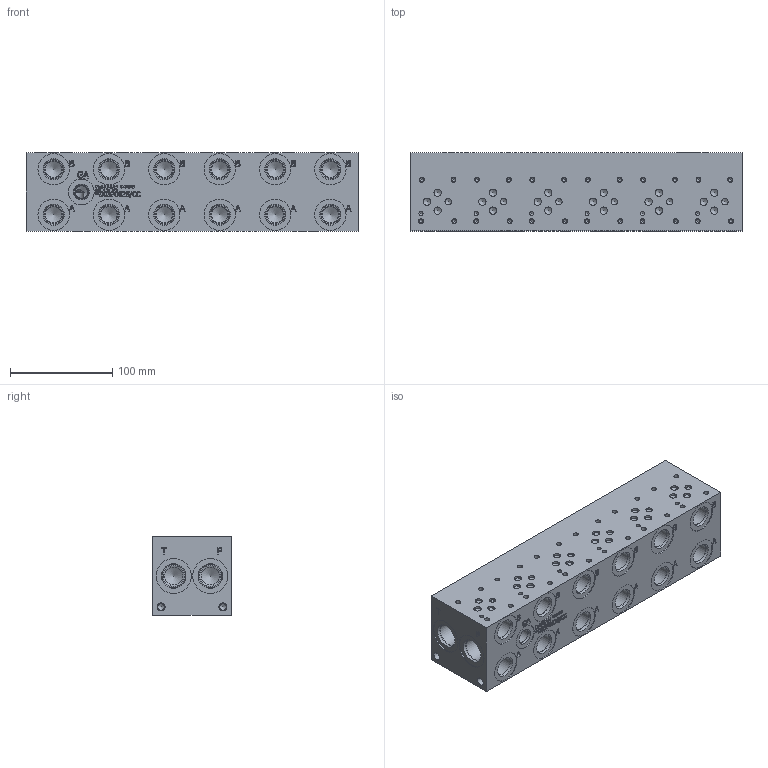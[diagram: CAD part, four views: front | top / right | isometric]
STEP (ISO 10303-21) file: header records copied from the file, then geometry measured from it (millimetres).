
FILE_DESCRIPTION(/* description */ (''),/* implementation_level */ '2;1');
FILE_NAME(/* name */ '_D03P052S_CC.stp',/* time_stamp */ '2021-06-23T12:48:52-04:00',/* author */ ('anthonyv'),/* organization */ (''),/* preprocessor_version */ 'ST-DEVELOPER v18.1',/* originating_system */ 'Autodesk Inventor 2021',/* authorisation */ '');
FILE_SCHEMA (('AUTOMOTIVE_DESIGN { 1 0 10303 214 3 1 1 }'));
Length unit declared in the file: millimetre
Products named in the file (1): Part_AD03P052S_CC_3D
Bounding box: 323.98 x 76.2 x 76.2 mm (x, y, z)
Volume: 1699386.1 mm3; surface area: 152933.8 mm2
Topology: 1 solids, 1 shells, 1110 faces, 3055 edges, 2085 vertices
Faces by surface type: plane 509, bspline 259, cylinder 196, cone 146
Full cylindrical faces by diameter (mm): 3.785 x24, 3.962 x6, 4.826 x24, 6.35 x6, 6.528 x4, 7.137 x18, 7.925 x4, 10.49 x1, 11.989 x2, 12.294 x1, 12.9 x1, 14.275 x1, 14.29 x1, 14.3 x1, 14.529 x1, 15.875 x14, 15.9 x2, 17.475 x4, 17.501 x14, 19.05 x14, 19.253 x14, 20.447 x4, 20.62 x1, 20.625 x1, 22.225 x1, 22.23 x5, 22.54 x1, 22.555 x4, 23.368 x2, 25.019 x1
Entity records: 37381 total; most frequent: CARTESIAN_POINT 9590, ORIENTED_EDGE 5954, DIRECTION 4908, EDGE_CURVE 2977, VERTEX_POINT 2085, LINE 1702, VECTOR 1702, AXIS2_PLACEMENT_3D 1603
